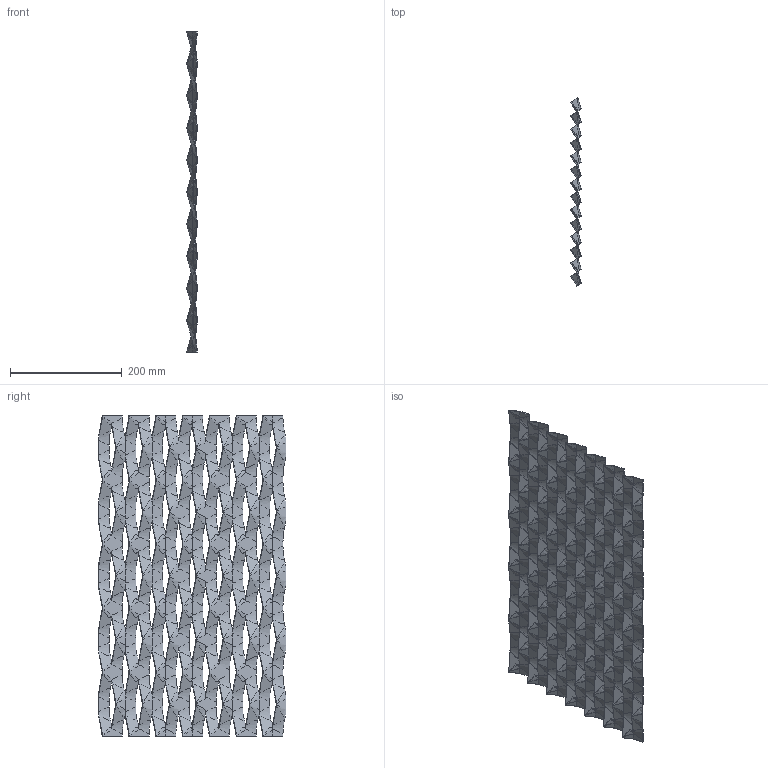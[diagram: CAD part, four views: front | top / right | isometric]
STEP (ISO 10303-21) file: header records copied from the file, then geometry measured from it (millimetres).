
FILE_DESCRIPTION(/* description */ (''),/* implementation_level */ '2;1');
FILE_NAME(/* name */ 'TR 115x48x20x1,5 Skill.stp',/* time_stamp */ '2020-10-29T08:58:59+01:00',/* author */ ('martin.kocian'),/* organization */ (''),/* preprocessor_version */ 'ST-DEVELOPER v18.1',/* originating_system */ 'Autodesk Inventor 2021',/* authorisation */ '');
FILE_SCHEMA (('AUTOMOTIVE_DESIGN { 1 0 10303 214 3 1 1 }'));
Products named in the file (1): TR 115x48x20x1,5 Skill
Bounding box: 18.4 x 336.66 x 575 mm (x, y, z)
Volume: 242271.7 mm3; surface area: 350627.3 mm2
Topology: 1 solids, 1 shells, 1796 faces, 5976 edges, 3994 vertices
Faces by surface type: bspline 1120, plane 676
Entity records: 111403 total; most frequent: CARTESIAN_POINT 70813, ORIENTED_EDGE 11812, EDGE_CURVE 5906, B_SPLINE_CURVE_WITH_KNOTS 4050, VERTEX_POINT 3994, DIRECTION 3210, LINE 1856, VECTOR 1856
